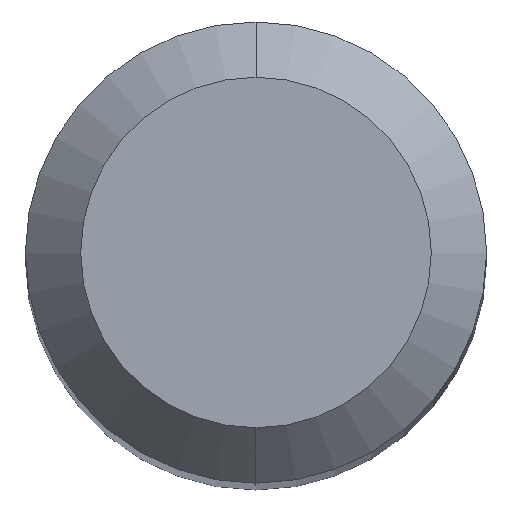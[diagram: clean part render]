
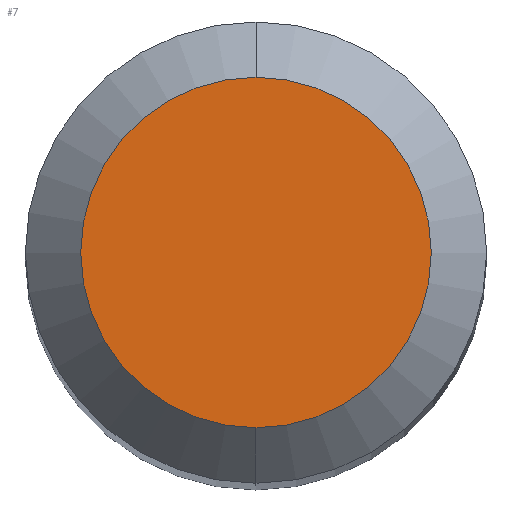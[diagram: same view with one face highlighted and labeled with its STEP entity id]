
A CAD part, top view. The second image highlights one B-rep face of the part: STEP entity #7.
In plain terms, the highlighted planar face has unit normal (0, 0, 1).
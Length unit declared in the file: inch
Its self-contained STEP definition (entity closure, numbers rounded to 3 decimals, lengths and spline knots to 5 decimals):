
#7 = ADVANCED_FACE ( 'NONE', ( #64 ), #455, .F. ) ;
#63 = CIRCLE ( 'NONE', #509, 0.0475 ) ;
#64 = FACE_OUTER_BOUND ( 'NONE', #519, .T. ) ;
#123 = EDGE_CURVE ( 'NONE', #474, #348, #63, .T. ) ;
#128 = EDGE_CURVE ( 'NONE', #348, #474, #359, .T. ) ;
#145 = CARTESIAN_POINT ( 'NONE',  ( 0., 0.0475, 0. ) ) ;
#224 = CARTESIAN_POINT ( 'NONE',  ( 0., 0., 0. ) ) ;
#227 = DIRECTION ( 'NONE',  ( 0., 0., -1. ) ) ;
#240 = CARTESIAN_POINT ( 'NONE',  ( 0., 0.0475, 0. ) ) ;
#243 = CARTESIAN_POINT ( 'NONE',  ( 0., -0.0475, 0. ) ) ;
#244 = AXIS2_PLACEMENT_3D ( 'NONE', #145, #227, #418 ) ;
#262 = CARTESIAN_POINT ( 'NONE',  ( 0., 0., 0. ) ) ;
#266 = AXIS2_PLACEMENT_3D ( 'NONE', #224, #389, #472 ) ;
#348 = VERTEX_POINT ( 'NONE', #240 ) ;
#359 = CIRCLE ( 'NONE', #266, 0.0475 ) ;
#389 = DIRECTION ( 'NONE',  ( 0., 0., 1. ) ) ;
#394 = ORIENTED_EDGE ( 'NONE', *, *, #123, .T. ) ;
#418 = DIRECTION ( 'NONE',  ( 0., 1., 0. ) ) ;
#427 = DIRECTION ( 'NONE',  ( 0., -1., 0. ) ) ;
#452 = ORIENTED_EDGE ( 'NONE', *, *, #128, .T. ) ;
#455 = PLANE ( 'NONE',  #244 ) ;
#460 = DIRECTION ( 'NONE',  ( 0., 0., 1. ) ) ;
#472 = DIRECTION ( 'NONE',  ( 0., -1., 0. ) ) ;
#474 = VERTEX_POINT ( 'NONE', #243 ) ;
#509 = AXIS2_PLACEMENT_3D ( 'NONE', #262, #460, #427 ) ;
#519 = EDGE_LOOP ( 'NONE', ( #452, #394 ) ) ;
